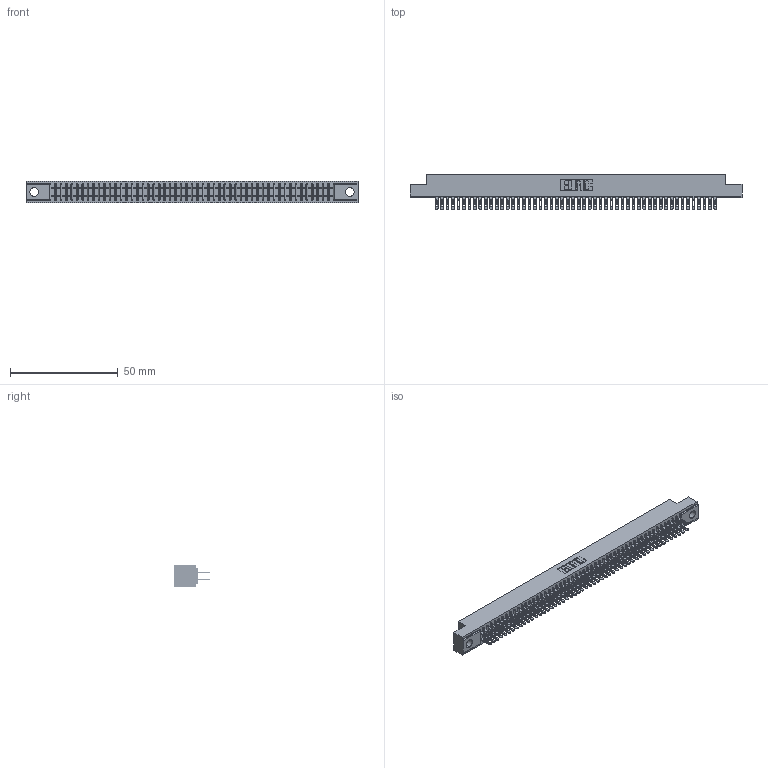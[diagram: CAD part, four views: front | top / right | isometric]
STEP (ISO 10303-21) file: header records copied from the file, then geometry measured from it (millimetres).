
FILE_DESCRIPTION (( 'STEP AP203' ), '1' );
FILE_NAME ('341-104-500-204.STEP', '2018-08-08T11:24:54', ( '' ), ( '' ), 'SwSTEP 2.0', 'SolidWorks 2016', '' );
FILE_SCHEMA (( 'CONFIG_CONTROL_DESIGN' ));
Length unit declared in the file: inch
Products named in the file (3): 341 Part_.156 (3.96) Dia Mounting Holes; 341-292-001_341-292-100; 341-104-500-204
Assembly tree (105 placements, depth 2):
  341-104-500-204
    341 Part_.156 (3.96) Dia Mounting Holes
    341-292-001_341-292-100  x104
Bounding box: 154.31 x 16.69 x 10.16 mm (x, y, z)
Volume: 11431.8 mm3; surface area: 21362.1 mm2
Topology: 105 solids, 105 shells, 6994 faces, 20268 edges, 13126 vertices
Faces by surface type: plane 4034, cylinder 2752, sphere 106, torus 102
Entity records: 62025 total; most frequent: CARTESIAN_POINT 10314, ORIENTED_EDGE 10248, DIRECTION 9998, EDGE_CURVE 5124, VECTOR 4154, LINE 4154, VERTEX_POINT 3238, AXIS2_PLACEMENT_3D 2922
